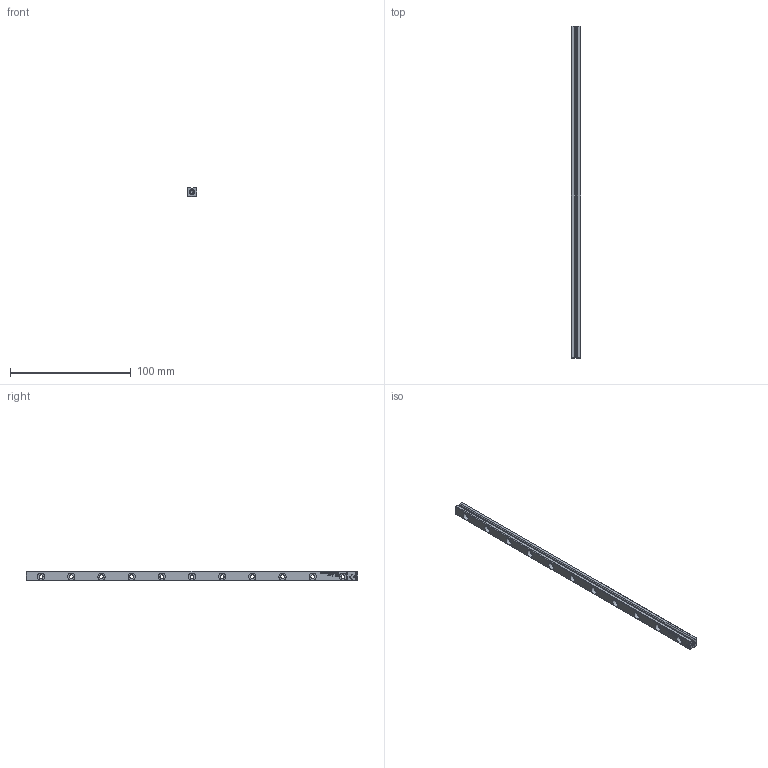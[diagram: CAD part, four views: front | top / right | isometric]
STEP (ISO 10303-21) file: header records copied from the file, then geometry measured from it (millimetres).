
FILE_DESCRIPTION(/* description */ (''),/* implementation_level */ '2;1');
FILE_NAME(/* name */ 'RSD_3275.stp',/* time_stamp */ '2024-12-20T13:50:30+01:00',/* author */ (''),/* organization */ (''),/* preprocessor_version */ 'ST-DEVELOPER v16.7',/* originating_system */ 'SIEMENS PLM Software NX 12.0',/* authorisation */ '');
FILE_SCHEMA (('AUTOMOTIVE_DESIGN { 1 0 10303 214 3 1 1 1 }'));
Length unit declared in the file: millimetre
Products named in the file (1): RSD_3275_A_step_stp
Bounding box: 8 x 275 x 8.2 mm (x, y, z)
Volume: 15763.2 mm3; surface area: 10469.2 mm2
Topology: 1 solids, 1 shells, 369 faces, 951 edges, 628 vertices
Faces by surface type: plane 236, bspline 90, cylinder 26, cone 17
Full cylindrical faces by diameter (mm): 2.459 x2, 3.2 x13, 6 x11
Entity records: 13448 total; most frequent: CARTESIAN_POINT 3144, ORIENTED_EDGE 1810, DIRECTION 1350, EDGE_CURVE 905, LINE 660, VECTOR 660, VERTEX_POINT 627, EDGE_LOOP 478
